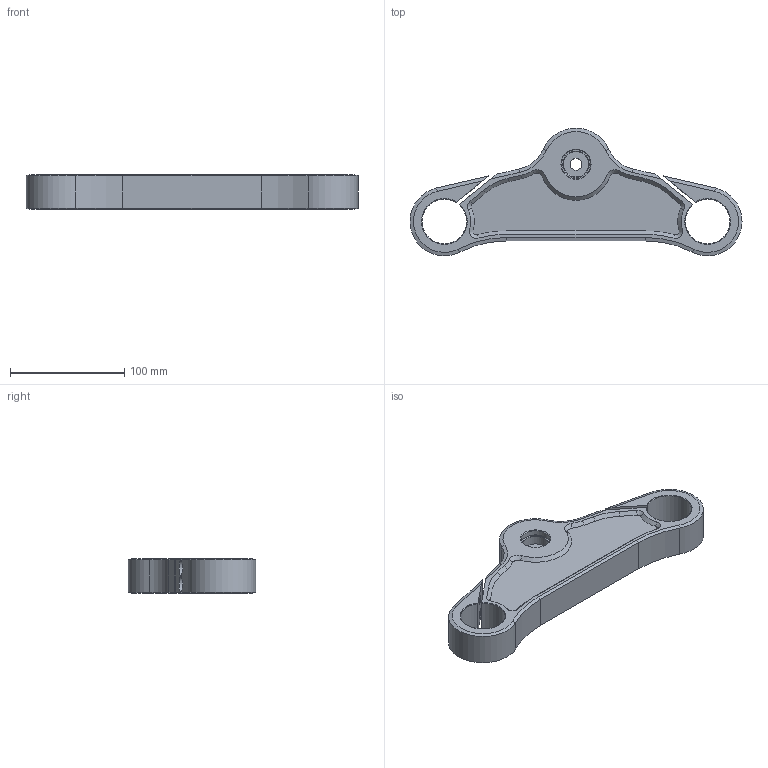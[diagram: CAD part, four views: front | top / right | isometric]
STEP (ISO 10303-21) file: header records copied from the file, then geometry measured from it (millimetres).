
FILE_DESCRIPTION(/* description */ (''),/* implementation_level */ '2;1');
FILE_NAME(/* name */ 'te inf V4 OK v3.step',/* time_stamp */ '2020-05-08T04:18:55+02:00',/* author */ (''),/* organization */ (''),/* preprocessor_version */ 'ST-DEVELOPER v18.1',/* originating_system */ 'Autodesk Translation Framework v9.2.0.1227',/* authorisation */ '');
FILE_SCHEMA (('AUTOMOTIVE_DESIGN { 1 0 10303 214 3 1 1 }'));
Length unit declared in the file: millimetre
Products named in the file (1): te inf V4 OK
Bounding box: 290 x 111.48 x 30 mm (x, y, z)
Volume: 446912.3 mm3; surface area: 70574.3 mm2
Topology: 1 solids, 1 shells, 270 faces, 720 edges, 459 vertices
Faces by surface type: cylinder 176, cone 40, plane 38, bspline 16
Full cylindrical faces by diameter (mm): 6.779 x68, 8 x4, 8.17 x68, 10.274 x1, 13.5 x4, 21.9 x1, 25.33 x1
Entity records: 15310 total; most frequent: CARTESIAN_POINT 9093, ORIENTED_EDGE 1432, DIRECTION 1069, EDGE_CURVE 716, VERTEX_POINT 459, AXIS2_PLACEMENT_3D 402, B_SPLINE_CURVE_WITH_KNOTS 296, EDGE_LOOP 291
